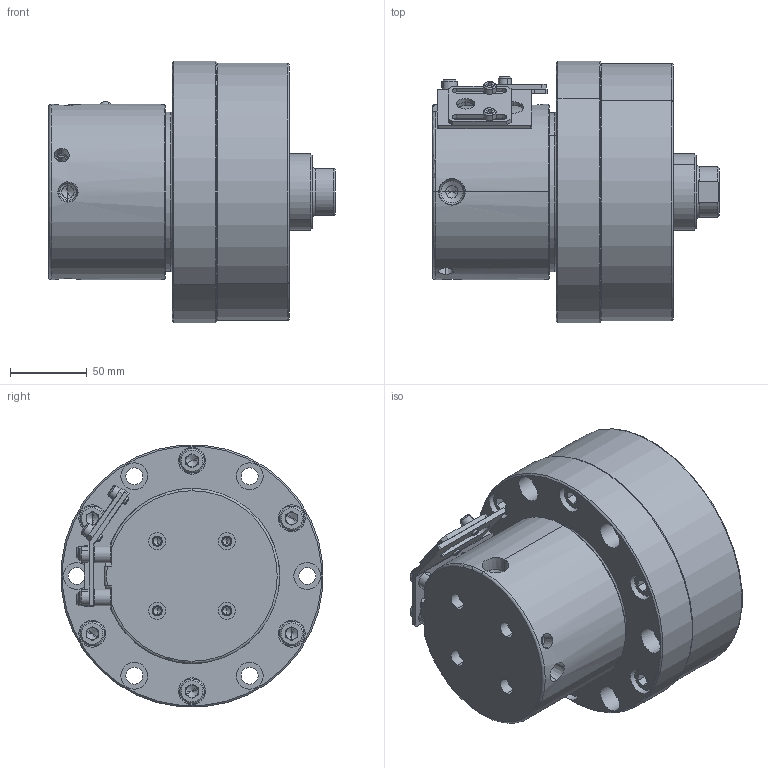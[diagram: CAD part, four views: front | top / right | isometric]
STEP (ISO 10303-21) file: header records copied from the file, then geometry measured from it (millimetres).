
FILE_DESCRIPTION (( 'STEP AP203' ), '1' );
FILE_NAME ('RE-A130 外觀參考.STEP', '2017-07-18T09:39:28', ( 'temp' ), ( '' ), 'SwSTEP 2.0', 'SolidWorks 2016', '' );
FILE_SCHEMA (( 'CONFIG_CONTROL_DESIGN' ));
Length unit declared in the file: millimetre
Products named in the file (12): RE-110檢出開關座; RE-110閥體; M10x40; RE-L130閥軸; RE-L130活塞; RE-130缸體; RE-110檢出開關座支柱; M6x25; RE-A130 外觀參考; RE-A110閥蓋; M5x8; RE-110檢出定位板
Assembly tree (22 placements, depth 2):
  RE-A130 外觀參考
    RE-110閥體
    RE-110檢出開關座
    RE-110檢出定位板  x2
    RE-110檢出開關座支柱  x2
    RE-L130閥軸
    RE-130缸體
    RE-L130活塞
    M10x40  x6
    M6x25  x2
    M5x8  x4
    RE-A110閥蓋
Bounding box: 186.5 x 170.35 x 170.35 mm (x, y, z)
Volume: 1838299.1 mm3; surface area: 363263.3 mm2
Topology: 22 solids, 22 shells, 834 faces, 1922 edges, 1151 vertices
Faces by surface type: plane 305, cylinder 297, cone 218, torus 14
Entity records: 18637 total; most frequent: CARTESIAN_POINT 3623, DIRECTION 3069, ORIENTED_EDGE 2568, EDGE_CURVE 1284, AXIS2_PLACEMENT_3D 1233, VERTEX_POINT 802, EDGE_LOOP 722, CIRCLE 633
